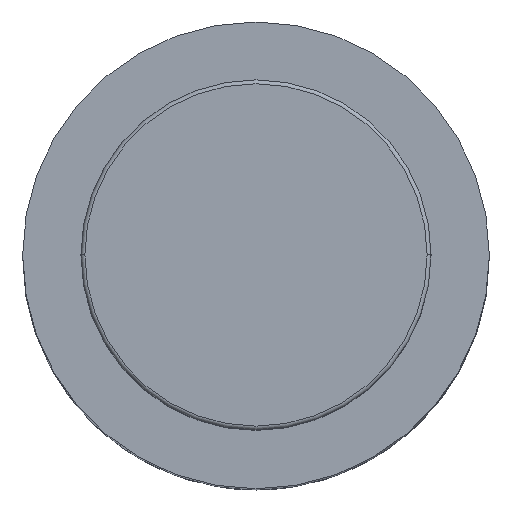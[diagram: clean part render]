
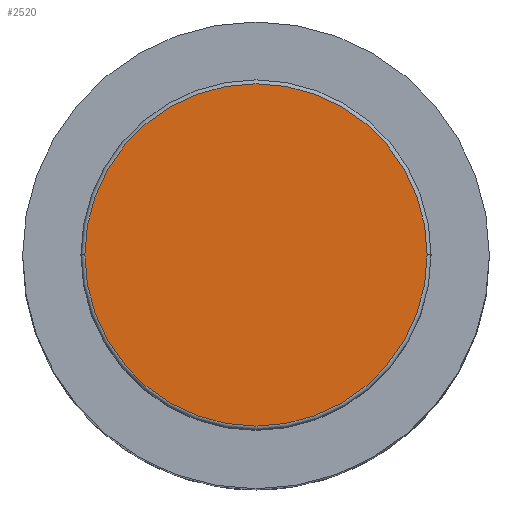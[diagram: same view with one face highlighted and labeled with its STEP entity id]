
A CAD part, top view. The second image highlights one B-rep face of the part: STEP entity #2520.
In plain terms, the highlighted planar face has unit normal (0, 0, 1).
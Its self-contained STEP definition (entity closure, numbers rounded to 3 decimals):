
#91 = EDGE_CURVE ( 'NONE', #745, #521, #2217, .T. ) ;
#172 = CARTESIAN_POINT ( 'NONE',  ( 44., 0., 245. ) ) ;
#244 = FACE_OUTER_BOUND ( 'NONE', #1922, .T. ) ;
#326 = DIRECTION ( 'NONE',  ( 1., 0., 0. ) ) ;
#386 = AXIS2_PLACEMENT_3D ( 'NONE', #929, #978, #1370 ) ;
#521 = VERTEX_POINT ( 'NONE', #654 ) ;
#654 = CARTESIAN_POINT ( 'NONE',  ( -44., 0., 245. ) ) ;
#724 = EDGE_CURVE ( 'NONE', #521, #745, #2573, .T. ) ;
#745 = VERTEX_POINT ( 'NONE', #172 ) ;
#929 = CARTESIAN_POINT ( 'NONE',  ( 0., 0., 245. ) ) ;
#978 = DIRECTION ( 'NONE',  ( 0., 0., 1. ) ) ;
#984 = PLANE ( 'NONE',  #1221 ) ;
#1221 = AXIS2_PLACEMENT_3D ( 'NONE', #2085, #1625, #326 ) ;
#1370 = DIRECTION ( 'NONE',  ( 1., 0., 0. ) ) ;
#1459 = CARTESIAN_POINT ( 'NONE',  ( 0., 0., 245. ) ) ;
#1625 = DIRECTION ( 'NONE',  ( 0., 0., 1. ) ) ;
#1922 = EDGE_LOOP ( 'NONE', ( #2153, #2446 ) ) ;
#2085 = CARTESIAN_POINT ( 'NONE',  ( 0., 0., 245. ) ) ;
#2128 = DIRECTION ( 'NONE',  ( 1., 0., 0. ) ) ;
#2141 = DIRECTION ( 'NONE',  ( 0., 0., 1. ) ) ;
#2153 = ORIENTED_EDGE ( 'NONE', *, *, #91, .T. ) ;
#2217 = CIRCLE ( 'NONE', #386, 44. ) ;
#2332 = AXIS2_PLACEMENT_3D ( 'NONE', #1459, #2141, #2128 ) ;
#2446 = ORIENTED_EDGE ( 'NONE', *, *, #724, .T. ) ;
#2520 = ADVANCED_FACE ( 'NONE', ( #244 ), #984, .T. ) ;
#2573 = CIRCLE ( 'NONE', #2332, 44. ) ;
